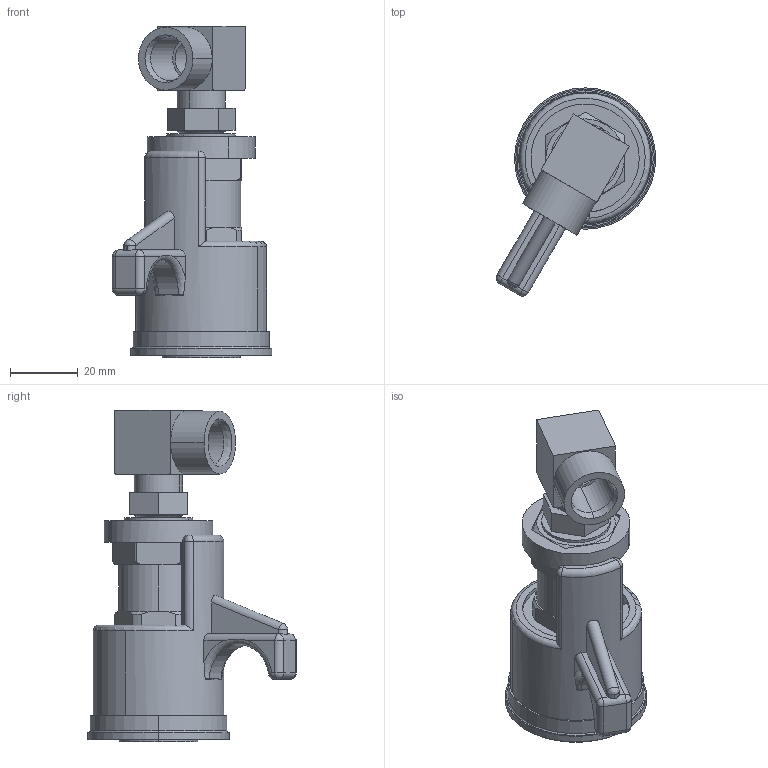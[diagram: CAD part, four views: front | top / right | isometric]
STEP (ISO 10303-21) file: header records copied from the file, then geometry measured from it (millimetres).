
FILE_DESCRIPTION((''),'2;1');
FILE_NAME('ILC56000902','2023-03-25T08:51:56',('Jweaver'),(''),'CREO PARAMETRIC BY PTC INC, 2021164','CREO PARAMETRIC BY PTC INC, 2021164','');
FILE_SCHEMA(('AUTOMOTIVE_DESIGN { 1 0 10303 214 1 1 1 1 }'));
Length unit declared in the file: inch
Products named in the file (1): ILC56000902
Bounding box: 47.18 x 61.6 x 97.89 mm (x, y, z)
Volume: 62601.6 mm3; surface area: 25381.7 mm2
Topology: 1 solids, 1 shells, 222 faces, 549 edges, 348 vertices
Faces by surface type: plane 94, cylinder 75, cone 28, sphere 12, torus 10, bspline 3
Entity records: 8829 total; most frequent: CARTESIAN_POINT 1678, DIRECTION 1182, ORIENTED_EDGE 1098, EDGE_CURVE 549, AXIS2_PLACEMENT_3D 461, VERTEX_POINT 348, VECTOR 257, LINE 257
